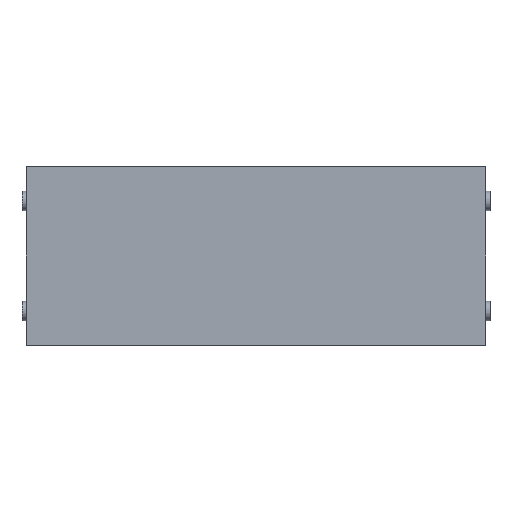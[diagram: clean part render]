
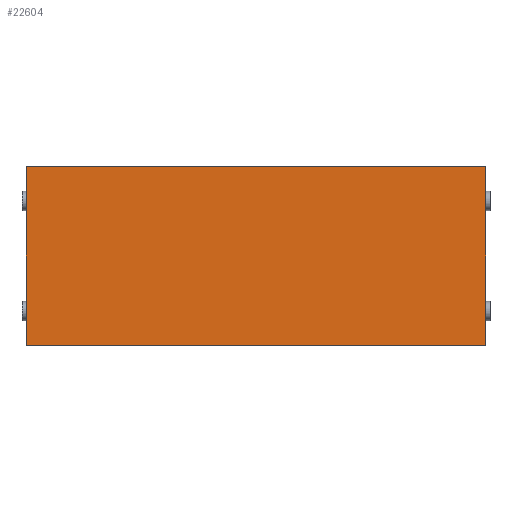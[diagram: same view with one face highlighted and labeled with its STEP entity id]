
A CAD part, front view. The second image highlights one B-rep face of the part: STEP entity #22604.
In plain terms, the highlighted planar face has unit normal (0, -1, 0).
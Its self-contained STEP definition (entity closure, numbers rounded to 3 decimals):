
#1170 = AXIS2_PLACEMENT_3D ( 'NONE', #28527, #22811, #28346 ) ;
#1794 = VECTOR ( 'NONE', #8076, 1000. ) ;
#3275 = VERTEX_POINT ( 'NONE', #35358 ) ;
#3327 = CARTESIAN_POINT ( 'NONE',  ( 167., -20., 65. ) ) ;
#4643 = LINE ( 'NONE', #36900, #1794 ) ;
#6792 = ORIENTED_EDGE ( 'NONE', *, *, #37247, .T. ) ;
#8076 = DIRECTION ( 'NONE',  ( -1., 0., 0. ) ) ;
#8341 = VERTEX_POINT ( 'NONE', #3327 ) ;
#8539 = EDGE_CURVE ( 'NONE', #8341, #3275, #4643, .T. ) ;
#9723 = LINE ( 'NONE', #10102, #22686 ) ;
#10102 = CARTESIAN_POINT ( 'NONE',  ( -167., -20., 65. ) ) ;
#11120 = VECTOR ( 'NONE', #18283, 1000. ) ;
#12059 = VERTEX_POINT ( 'NONE', #34271 ) ;
#12577 = DIRECTION ( 'NONE',  ( 0., 0., -1. ) ) ;
#14429 = ORIENTED_EDGE ( 'NONE', *, *, #8539, .T. ) ;
#17647 = CARTESIAN_POINT ( 'NONE',  ( -167., -20., -65. ) ) ;
#18283 = DIRECTION ( 'NONE',  ( 0., 0., 1. ) ) ;
#20979 = CARTESIAN_POINT ( 'NONE',  ( 167., -20., 65. ) ) ;
#22028 = VERTEX_POINT ( 'NONE', #17647 ) ;
#22604 = ADVANCED_FACE ( 'NONE', ( #22990 ), #31397, .T. ) ;
#22686 = VECTOR ( 'NONE', #12577, 1000. ) ;
#22811 = DIRECTION ( 'NONE',  ( 0., -1., 0. ) ) ;
#22990 = FACE_OUTER_BOUND ( 'NONE', #35619, .T. ) ;
#24614 = ORIENTED_EDGE ( 'NONE', *, *, #29135, .T. ) ;
#24987 = LINE ( 'NONE', #28233, #36843 ) ;
#28233 = CARTESIAN_POINT ( 'NONE',  ( -167., -20., -65. ) ) ;
#28346 = DIRECTION ( 'NONE',  ( 0., 0., -1. ) ) ;
#28527 = CARTESIAN_POINT ( 'NONE',  ( 0., -20., 0. ) ) ;
#29135 = EDGE_CURVE ( 'NONE', #12059, #8341, #29560, .T. ) ;
#29560 = LINE ( 'NONE', #20979, #11120 ) ;
#31084 = DIRECTION ( 'NONE',  ( 1., 0., 0. ) ) ;
#31163 = ORIENTED_EDGE ( 'NONE', *, *, #31484, .T. ) ;
#31397 = PLANE ( 'NONE',  #1170 ) ;
#31484 = EDGE_CURVE ( 'NONE', #3275, #22028, #9723, .T. ) ;
#34271 = CARTESIAN_POINT ( 'NONE',  ( 167., -20., -65. ) ) ;
#35358 = CARTESIAN_POINT ( 'NONE',  ( -167., -20., 65. ) ) ;
#35619 = EDGE_LOOP ( 'NONE', ( #31163, #6792, #24614, #14429 ) ) ;
#36843 = VECTOR ( 'NONE', #31084, 1000. ) ;
#36900 = CARTESIAN_POINT ( 'NONE',  ( -167., -20., 65. ) ) ;
#37247 = EDGE_CURVE ( 'NONE', #22028, #12059, #24987, .T. ) ;
